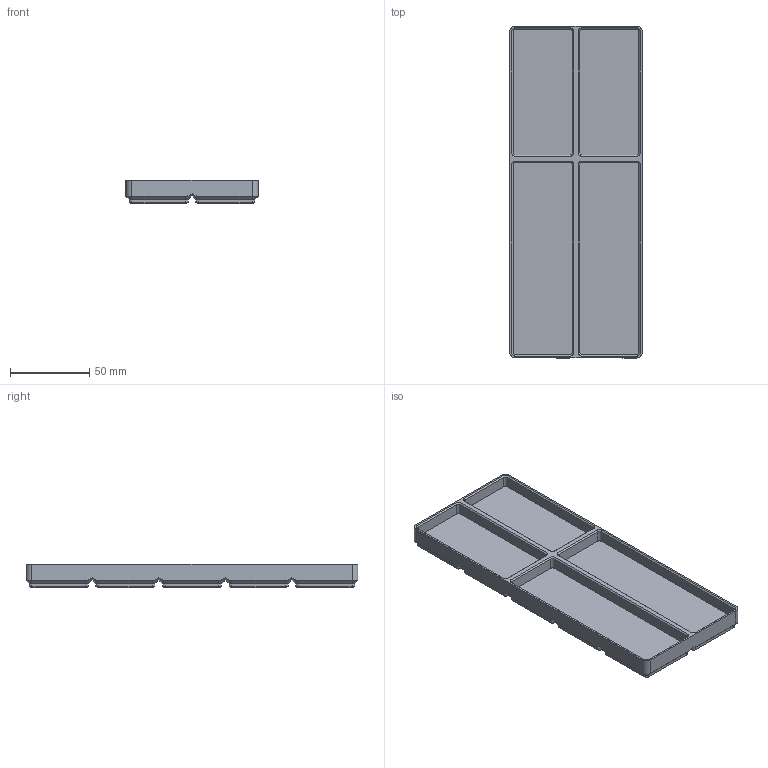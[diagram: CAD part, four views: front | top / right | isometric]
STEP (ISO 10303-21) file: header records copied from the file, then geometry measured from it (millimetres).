
FILE_DESCRIPTION(('Creo Elements/Direct Modeling STEP Export'),'2;1');
FILE_NAME('Gridfinity-2x5x15-14.stp','2022-11-06T14:25:36',(''),(''),'Creo Elements/Direct Modeling STEP processor for AP214 (Solid Model)','Creo Elements/Direct Modeling 20.3A 20-Jun-2020 (C) Parametric Technology GmbH','');
FILE_SCHEMA(('AUTOMOTIVE_DESIGN { 1 0 10303 214 1 1 1 1 }'));
Length unit declared in the file: millimetre
Products named in the file (2): 2x5x15-14
Assembly tree (1 placements, depth 2):
  2x5x15-14
    2x5x15-14
Bounding box: 83.5 x 209.5 x 15 mm (x, y, z)
Volume: 122912.8 mm3; surface area: 56651.5 mm2
Topology: 1 solids, 1 shells, 567 faces, 1213 edges, 732 vertices
Faces by surface type: plane 251, cylinder 220, cone 96
Entity records: 17065 total; most frequent: CARTESIAN_POINT 5117, DIRECTION 2451, ORIENTED_EDGE 2426, EDGE_CURVE 1213, AXIS2_PLACEMENT_3D 890, VERTEX_POINT 732, VECTOR 671, LINE 671
